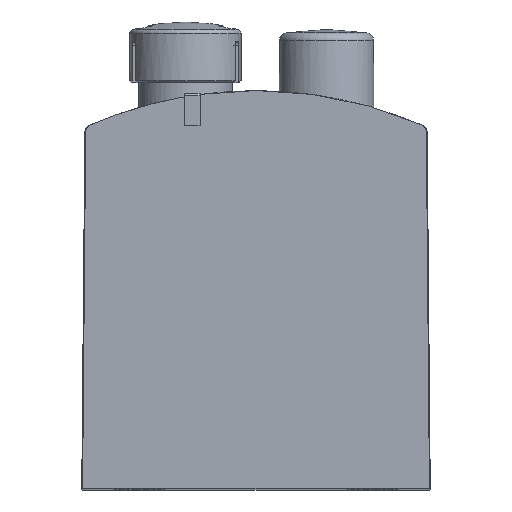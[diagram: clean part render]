
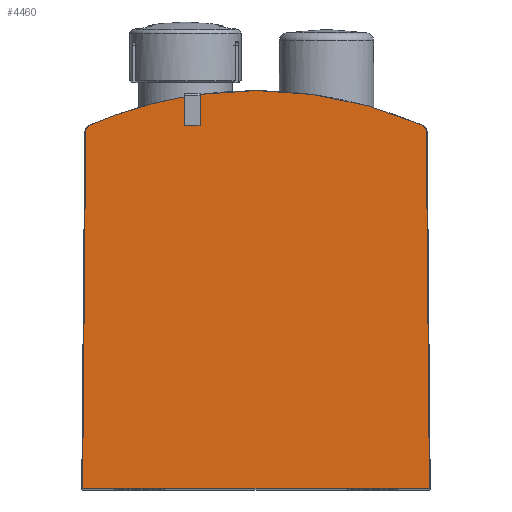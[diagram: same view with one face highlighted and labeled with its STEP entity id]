
A CAD part, top view. The second image highlights one B-rep face of the part: STEP entity #4460.
In plain terms, the highlighted planar face has unit normal (0, 0, 1).
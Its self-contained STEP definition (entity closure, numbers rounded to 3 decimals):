
#42=PLANE('',#4696);
#268=LINE('',#6180,#545);
#269=LINE('',#6182,#546);
#270=LINE('',#6184,#547);
#271=LINE('',#6187,#548);
#272=LINE('',#6189,#549);
#273=LINE('',#6191,#550);
#545=VECTOR('',#5134,1000.);
#546=VECTOR('',#5135,1000.);
#547=VECTOR('',#5136,1000.);
#548=VECTOR('',#5139,1000.);
#549=VECTOR('',#5140,1000.);
#550=VECTOR('',#5141,1000.);
#886=ORIENTED_EDGE('',*,*,#1831,.F.);
#887=ORIENTED_EDGE('',*,*,#1832,.T.);
#888=ORIENTED_EDGE('',*,*,#1833,.T.);
#889=ORIENTED_EDGE('',*,*,#1752,.F.);
#890=ORIENTED_EDGE('',*,*,#1834,.F.);
#891=ORIENTED_EDGE('',*,*,#1835,.T.);
#892=ORIENTED_EDGE('',*,*,#1836,.T.);
#893=ORIENTED_EDGE('',*,*,#1837,.T.);
#894=ORIENTED_EDGE('',*,*,#1838,.F.);
#895=ORIENTED_EDGE('',*,*,#1748,.F.);
#1748=EDGE_CURVE('',#2226,#2227,#2547,.F.);
#1752=EDGE_CURVE('',#2230,#2231,#2549,.F.);
#1831=EDGE_CURVE('',#2297,#2226,#268,.T.);
#1832=EDGE_CURVE('',#2297,#2298,#269,.T.);
#1833=EDGE_CURVE('',#2298,#2231,#270,.T.);
#1834=EDGE_CURVE('',#2299,#2230,#2570,.F.);
#1835=EDGE_CURVE('',#2299,#2300,#271,.T.);
#1836=EDGE_CURVE('',#2300,#2301,#272,.T.);
#1837=EDGE_CURVE('',#2301,#2302,#273,.T.);
#1838=EDGE_CURVE('',#2227,#2302,#2571,.F.);
#2226=VERTEX_POINT('',#5970);
#2227=VERTEX_POINT('',#5972);
#2230=VERTEX_POINT('',#5978);
#2231=VERTEX_POINT('',#5980);
#2297=VERTEX_POINT('',#6181);
#2298=VERTEX_POINT('',#6183);
#2299=VERTEX_POINT('',#6186);
#2300=VERTEX_POINT('',#6188);
#2301=VERTEX_POINT('',#6190);
#2302=VERTEX_POINT('',#6192);
#2547=CIRCLE('',#4647,50.1);
#2549=CIRCLE('',#4649,50.1);
#2570=CIRCLE('',#4697,1.);
#2571=CIRCLE('',#4698,1.);
#2696=EDGE_LOOP('',(#886,#887,#888,#889,#890,#891,#892,#893,#894,#895));
#2915=FACE_BOUND('',#2696,.T.);
#4460=ADVANCED_FACE('',(#2915),#42,.T.);
#4647=AXIS2_PLACEMENT_3D('',#5971,#4995,#4996);
#4649=AXIS2_PLACEMENT_3D('',#5979,#5001,#5002);
#4696=AXIS2_PLACEMENT_3D('',#6179,#5132,#5133);
#4697=AXIS2_PLACEMENT_3D('',#6185,#5137,#5138);
#4698=AXIS2_PLACEMENT_3D('',#6193,#5142,#5143);
#4995=DIRECTION('',(0.,0.,1.));
#4996=DIRECTION('',(1.,0.,0.));
#5001=DIRECTION('',(0.,0.,1.));
#5002=DIRECTION('',(1.,0.,0.));
#5132=DIRECTION('',(0.,0.,1.));
#5133=DIRECTION('',(1.,0.,0.));
#5134=DIRECTION('',(0.,1.,0.));
#5135=DIRECTION('',(-1.,0.,0.));
#5136=DIRECTION('',(0.,1.,0.));
#5137=DIRECTION('',(0.,0.,1.));
#5138=DIRECTION('',(1.,0.,0.));
#5139=DIRECTION('',(-0.009,-1.,0.));
#5140=DIRECTION('',(1.,0.,0.));
#5141=DIRECTION('',(-0.009,1.,0.));
#5142=DIRECTION('',(0.,0.,1.));
#5143=DIRECTION('',(1.,0.,0.));
#5970=CARTESIAN_POINT('',(-6.737,47.445,68.9));
#5971=CARTESIAN_POINT('',(0.,-2.2,68.9));
#5972=CARTESIAN_POINT('',(19.924,43.768,68.9));
#5978=CARTESIAN_POINT('',(-19.924,43.768,68.9));
#5979=CARTESIAN_POINT('',(0.,-2.2,68.9));
#5980=CARTESIAN_POINT('',(-8.663,47.145,68.9));
#6179=CARTESIAN_POINT('',(0.,0.,68.9));
#6180=CARTESIAN_POINT('',(-6.737,0.,68.9));
#6181=CARTESIAN_POINT('',(-6.737,43.7,68.9));
#6182=CARTESIAN_POINT('',(0.,43.7,68.9));
#6183=CARTESIAN_POINT('',(-8.663,43.7,68.9));
#6184=CARTESIAN_POINT('',(-8.663,0.,68.9));
#6185=CARTESIAN_POINT('',(-19.526,42.85,68.9));
#6186=CARTESIAN_POINT('',(-20.526,42.859,68.9));
#6187=CARTESIAN_POINT('',(-20.898,0.182,68.9));
#6188=CARTESIAN_POINT('',(-20.9,0.,68.9));
#6189=CARTESIAN_POINT('',(-21.,0.,68.9));
#6190=CARTESIAN_POINT('',(20.9,0.,68.9));
#6191=CARTESIAN_POINT('',(20.898,0.182,68.9));
#6192=CARTESIAN_POINT('',(20.526,42.859,68.9));
#6193=CARTESIAN_POINT('',(19.526,42.85,68.9));
